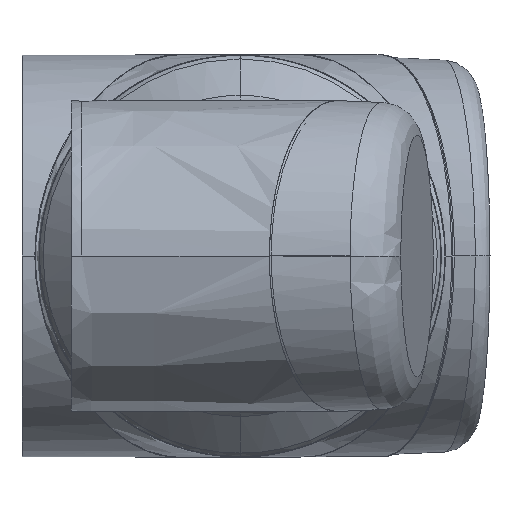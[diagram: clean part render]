
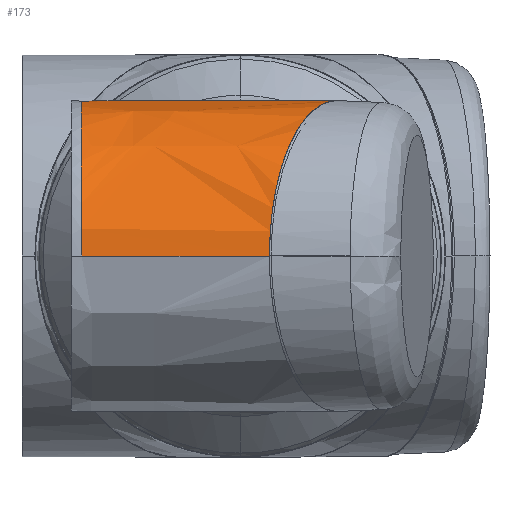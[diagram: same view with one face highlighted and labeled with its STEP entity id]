
A CAD part, left-side view. The second image highlights one B-rep face of the part: STEP entity #173.
In plain terms, the highlighted free-form (B-spline) face has degree [1, 2] with [9, 3] control points.
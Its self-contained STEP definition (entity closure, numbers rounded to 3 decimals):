
#72=(
BOUNDED_SURFACE()
B_SPLINE_SURFACE(1,2,((#4445,#4446,#4447),(#4448,#4449,#4450),(#4451,#4452,
#4453),(#4454,#4455,#4456),(#4457,#4458,#4459),(#4460,#4461,#4462),(#4463,
#4464,#4465),(#4466,#4467,#4468),(#4469,#4470,#4471)),.UNSPECIFIED.,.F.,
 .F.,.F.)
B_SPLINE_SURFACE_WITH_KNOTS((2,1,1,1,1,1,1,1,2),(3,3),(12.444,
43.552,74.661,105.77,113.547,121.325,
125.213,129.102,132.991),(91.106,182.212),
 .UNSPECIFIED.)
GEOMETRIC_REPRESENTATION_ITEM()
RATIONAL_B_SPLINE_SURFACE(((1.,0.707,1.),(1.,0.707,
1.),(1.,0.707,1.),(1.,0.707,1.),(1.,0.707,
1.),(1.,0.707,1.),(1.,0.707,1.),(1.,0.707,
1.),(1.,0.707,1.)))
REPRESENTATION_ITEM('')
SURFACE()
);
#173=ADVANCED_FACE('',(#292),#72,.T.);
#292=FACE_OUTER_BOUND('',#409,.T.);
#409=EDGE_LOOP('',(#710,#711,#712,#713,#714,#715,#716));
#710=ORIENTED_EDGE('',*,*,#1064,.T.);
#711=ORIENTED_EDGE('',*,*,#1124,.F.);
#712=ORIENTED_EDGE('',*,*,#1123,.F.);
#713=ORIENTED_EDGE('',*,*,#1122,.F.);
#714=ORIENTED_EDGE('',*,*,#1121,.F.);
#715=ORIENTED_EDGE('',*,*,#1120,.F.);
#716=ORIENTED_EDGE('',*,*,#1115,.F.);
#1064=EDGE_CURVE('',#1567,#1568,#1318,.T.);
#1115=EDGE_CURVE('',#1567,#1602,#1468,.T.);
#1120=EDGE_CURVE('',#1602,#1604,#1328,.T.);
#1121=EDGE_CURVE('',#1604,#1607,#1329,.T.);
#1122=EDGE_CURVE('',#1607,#1608,#1330,.T.);
#1123=EDGE_CURVE('',#1608,#1609,#1331,.T.);
#1124=EDGE_CURVE('',#1609,#1568,#1332,.T.);
#1318=(
BOUNDED_CURVE()
B_SPLINE_CURVE(2,(#7527,#7528,#7529),.UNSPECIFIED.,.F.,.F.)
B_SPLINE_CURVE_WITH_KNOTS((3,3),(91.106,182.212),
 .UNSPECIFIED.)
CURVE()
GEOMETRIC_REPRESENTATION_ITEM()
RATIONAL_B_SPLINE_CURVE((1.,0.707,1.))
REPRESENTATION_ITEM('')
);
#1328=(
BOUNDED_CURVE()
B_SPLINE_CURVE(3,(#8547,#8548,#8549,#8550),.UNSPECIFIED.,.F.,.F.)
B_SPLINE_CURVE_WITH_KNOTS((4,4),(-358.367,-179.184),
 .UNSPECIFIED.)
CURVE()
GEOMETRIC_REPRESENTATION_ITEM()
RATIONAL_B_SPLINE_CURVE((1.,0.84,0.794,1.))
REPRESENTATION_ITEM('')
);
#1329=(
BOUNDED_CURVE()
B_SPLINE_CURVE(1,(#8551,#8552,#8553,#8554,#8555,#8556),.UNSPECIFIED.,.F.,
 .F.)
B_SPLINE_CURVE_WITH_KNOTS((2,1,1,1,1,2),(37.506,43.552,
74.661,105.77,113.547,121.325),
 .UNSPECIFIED.)
CURVE()
GEOMETRIC_REPRESENTATION_ITEM()
RATIONAL_B_SPLINE_CURVE((1.,1.,1.,1.,1.,1.))
REPRESENTATION_ITEM('')
);
#1330=(
BOUNDED_CURVE()
B_SPLINE_CURVE(1,(#8557,#8558),.UNSPECIFIED.,.F.,.F.)
B_SPLINE_CURVE_WITH_KNOTS((2,2),(121.325,125.213),
 .UNSPECIFIED.)
CURVE()
GEOMETRIC_REPRESENTATION_ITEM()
RATIONAL_B_SPLINE_CURVE((1.,1.))
REPRESENTATION_ITEM('')
);
#1331=(
BOUNDED_CURVE()
B_SPLINE_CURVE(1,(#8559,#8560),.UNSPECIFIED.,.F.,.F.)
B_SPLINE_CURVE_WITH_KNOTS((2,2),(125.213,129.102),
 .UNSPECIFIED.)
CURVE()
GEOMETRIC_REPRESENTATION_ITEM()
RATIONAL_B_SPLINE_CURVE((1.,1.))
REPRESENTATION_ITEM('')
);
#1332=(
BOUNDED_CURVE()
B_SPLINE_CURVE(1,(#8561,#8562),.UNSPECIFIED.,.F.,.F.)
B_SPLINE_CURVE_WITH_KNOTS((2,2),(129.102,132.991),
 .UNSPECIFIED.)
CURVE()
GEOMETRIC_REPRESENTATION_ITEM()
RATIONAL_B_SPLINE_CURVE((1.,1.))
REPRESENTATION_ITEM('')
);
#1468=B_SPLINE_CURVE_WITH_KNOTS('',1,(#8453,#8454),.UNSPECIFIED.,.F.,.F.,
(2,2),(3.889,74.311),.UNSPECIFIED.);
#1567=VERTEX_POINT('',#7145);
#1568=VERTEX_POINT('',#7146);
#1602=VERTEX_POINT('',#7180);
#1604=VERTEX_POINT('',#7182);
#1607=VERTEX_POINT('',#7185);
#1608=VERTEX_POINT('',#7186);
#1609=VERTEX_POINT('',#7187);
#4445=CARTESIAN_POINT('',(-0.004,-236.938,851.301));
#4446=CARTESIAN_POINT('',(57.994,-237.042,851.302));
#4447=CARTESIAN_POINT('',(57.998,-237.034,793.302));
#4448=CARTESIAN_POINT('',(-0.002,-205.838,851.3));
#4449=CARTESIAN_POINT('',(57.997,-205.942,851.3));
#4450=CARTESIAN_POINT('',(58.001,-205.927,793.3));
#4451=CARTESIAN_POINT('',(0.,-174.871,851.3));
#4452=CARTESIAN_POINT('',(58.01,-174.851,851.302));
#4453=CARTESIAN_POINT('',(58.,-174.818,793.299));
#4454=CARTESIAN_POINT('',(0.,-143.905,851.3));
#4455=CARTESIAN_POINT('',(58.109,-143.812,851.322));
#4456=CARTESIAN_POINT('',(58.,-143.709,793.302));
#4457=CARTESIAN_POINT('',(0.,-136.163,851.3));
#4458=CARTESIAN_POINT('',(58.209,-136.067,851.395));
#4459=CARTESIAN_POINT('',(58.005,-135.963,793.41));
#4460=CARTESIAN_POINT('',(0.,-128.421,851.3));
#4461=CARTESIAN_POINT('',(58.291,-128.329,851.435));
#4462=CARTESIAN_POINT('',(57.971,-128.23,793.454));
#4463=CARTESIAN_POINT('',(0.,-124.55,851.3));
#4464=CARTESIAN_POINT('',(58.356,-124.47,851.451));
#4465=CARTESIAN_POINT('',(57.902,-124.386,793.447));
#4466=CARTESIAN_POINT('',(0.,-120.679,851.3));
#4467=CARTESIAN_POINT('',(58.415,-120.614,851.468));
#4468=CARTESIAN_POINT('',(57.824,-120.547,793.444));
#4469=CARTESIAN_POINT('',(0.,-116.808,851.3));
#4470=CARTESIAN_POINT('',(58.479,-116.763,851.497));
#4471=CARTESIAN_POINT('',(57.755,-116.716,793.464));
#7145=CARTESIAN_POINT('',(0.,-116.808,851.3));
#7146=CARTESIAN_POINT('',(57.755,-116.716,793.464));
#7180=CARTESIAN_POINT('',(0.,-186.911,851.3));
#7182=CARTESIAN_POINT('',(58.,-211.973,793.3));
#7185=CARTESIAN_POINT('',(57.971,-128.23,793.454));
#7186=CARTESIAN_POINT('',(57.902,-124.386,793.447));
#7187=CARTESIAN_POINT('',(57.824,-120.547,793.444));
#7527=CARTESIAN_POINT('',(0.,-116.808,851.3));
#7528=CARTESIAN_POINT('',(58.479,-116.763,851.496));
#7529=CARTESIAN_POINT('',(57.755,-116.716,793.464));
#8453=CARTESIAN_POINT('',(0.,-116.808,851.3));
#8454=CARTESIAN_POINT('',(0.,-186.911,851.3));
#8547=CARTESIAN_POINT('',(0.,-186.911,851.3));
#8548=CARTESIAN_POINT('',(29.,-186.911,851.3));
#8549=CARTESIAN_POINT('',(58.,-195.265,831.967));
#8550=CARTESIAN_POINT('',(58.,-211.973,793.3));
#8551=CARTESIAN_POINT('',(58.,-211.973,793.3));
#8552=CARTESIAN_POINT('',(58.001,-205.927,793.3));
#8553=CARTESIAN_POINT('',(58.,-174.818,793.299));
#8554=CARTESIAN_POINT('',(58.,-143.709,793.302));
#8555=CARTESIAN_POINT('',(58.005,-135.963,793.41));
#8556=CARTESIAN_POINT('',(57.971,-128.23,793.454));
#8557=CARTESIAN_POINT('',(57.971,-128.23,793.454));
#8558=CARTESIAN_POINT('',(57.902,-124.386,793.447));
#8559=CARTESIAN_POINT('',(57.902,-124.386,793.447));
#8560=CARTESIAN_POINT('',(57.824,-120.547,793.444));
#8561=CARTESIAN_POINT('',(57.824,-120.547,793.444));
#8562=CARTESIAN_POINT('',(57.755,-116.716,793.464));
